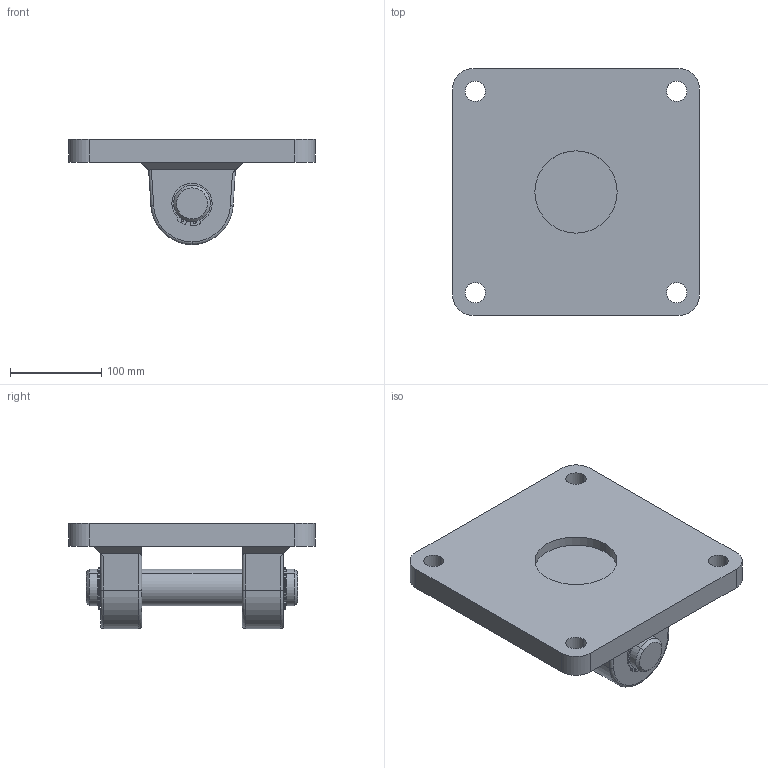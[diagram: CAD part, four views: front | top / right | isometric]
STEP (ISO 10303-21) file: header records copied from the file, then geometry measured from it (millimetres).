
FILE_DESCRIPTION (( 'STEP AP214' ), '1' );
FILE_NAME ('250 EB-SF.STEP', '2010-08-09T13:43:44', ( '' ), ( '' ), 'SwSTEP 2.0', 'SolidWorks 2010', '' );
FILE_SCHEMA (( 'AUTOMOTIVE_DESIGN' ));
Length unit declared in the file: millimetre
Products named in the file (4): PMB  250  EB  ; 250  EB  P軲輄Varsay齦an; 40  SEGMAN; 250 EB-SF
Assembly tree (4 placements, depth 2):
  250 EB-SF
    250  EB  P軲輄Varsay齦an
    PMB  250  EB  
    40  SEGMAN  x2
Bounding box: 270 x 270 x 115 mm (x, y, z)
Volume: 2555607.7 mm3; surface area: 257951.9 mm2
Topology: 4 solids, 4 shells, 121 faces, 304 edges, 198 vertices
Faces by surface type: cylinder 72, plane 39, torus 6, cone 4
Entity records: 3156 total; most frequent: DIRECTION 564, CARTESIAN_POINT 532, ORIENTED_EDGE 488, EDGE_CURVE 244, AXIS2_PLACEMENT_3D 222, VERTEX_POINT 158, EDGE_LOOP 122, LINE 120
